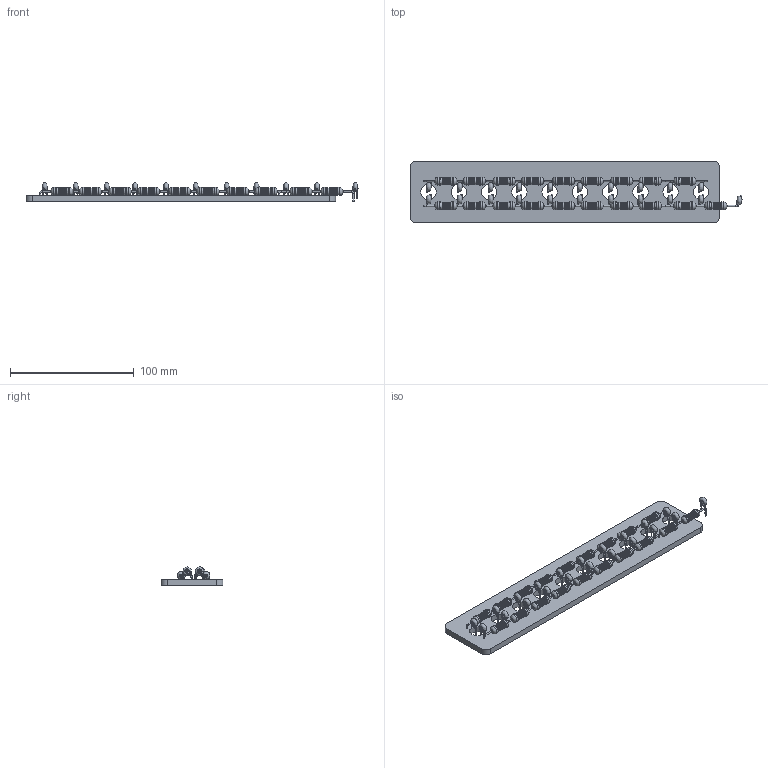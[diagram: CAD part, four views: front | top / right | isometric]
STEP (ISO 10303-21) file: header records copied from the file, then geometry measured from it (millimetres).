
FILE_DESCRIPTION(/* description */ (''),/* implementation_level */ '2;1');
FILE_NAME(/* name */ 'Assembly.step',/* time_stamp */ '2025-10-09T18:33:50-07:00',/* author */ (''),/* organization */ (''),/* preprocessor_version */ 'ST-DEVELOPER v20.1',/* originating_system */ 'Autodesk Translation Framework v14.17.0.0',/* authorisation */ '');
FILE_SCHEMA (('AUTOMOTIVE_DESIGN { 1 0 10303 214 3 1 1 }'));
Length unit declared in the file: millimetre
Products named in the file (3): 2025-10-04-16-54-05-480; 2025-10-10-01-28-17-575; 2025-10-10-01-16-27-659
Assembly tree (42 placements, depth 2):
  2025-10-04-16-54-05-480
    2025-10-10-01-16-27-659  x21
    2025-10-10-01-28-17-575  x21
Bounding box: 268.15 x 50 x 14.88 mm (x, y, z)
Volume: 69341.3 mm3; surface area: 40585.3 mm2
Topology: 43 solids, 43 shells, 1742 faces, 3750 edges, 2220 vertices
Faces by surface type: bspline 903, cylinder 371, plane 300, torus 126, sphere 42
Full cylindrical faces by diameter (mm): 1 x84, 5.525 x63, 5.545 x84, 6.5 x42, 12.5 x10
Entity records: 7127 total; most frequent: CARTESIAN_POINT 4541, DIRECTION 489, ORIENTED_EDGE 456, EDGE_CURVE 228, AXIS2_PLACEMENT_3D 217, VERTEX_POINT 140, EDGE_LOOP 130, CIRCLE 113
